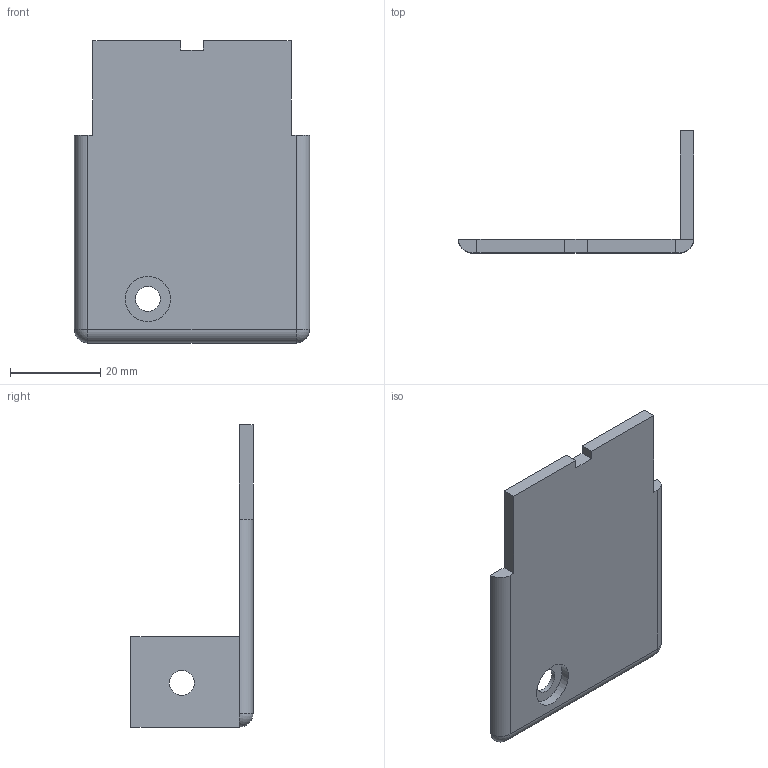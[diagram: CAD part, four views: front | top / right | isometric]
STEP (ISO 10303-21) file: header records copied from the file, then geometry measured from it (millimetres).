
FILE_DESCRIPTION(/* description */ (''),/* implementation_level */ '2;1');
FILE_NAME(/* name */ 'Step''s/1-Right rear idler Rev2 part 1B v3.step',/* time_stamp */ '2019-10-20T16:57:12-04:00',/* author */ (''),/* organization */ (''),/* preprocessor_version */ 'ST-DEVELOPER v18',/* originating_system */ 'Autodesk Translation Framework v8.6.0.1094',/* authorisation */ '');
FILE_SCHEMA (('AUTOMOTIVE_DESIGN { 1 0 10303 214 3 1 1 }'));
Length unit declared in the file: millimetre
Products named in the file (1): 1-Right rear idler Rev2 part 1B
Bounding box: 52 x 27 x 66.8 mm (x, y, z)
Volume: 10630.4 mm3; surface area: 8245.7 mm2
Topology: 1 solids, 1 shells, 27 faces, 69 edges, 46 vertices
Faces by surface type: plane 17, cylinder 8, sphere 2
Full cylindrical faces by diameter (mm): 5.5 x2, 10 x2
Entity records: 874 total; most frequent: DIRECTION 148, CARTESIAN_POINT 143, ORIENTED_EDGE 138, EDGE_CURVE 69, AXIS2_PLACEMENT_3D 51, LINE 46, VECTOR 46, VERTEX_POINT 46
